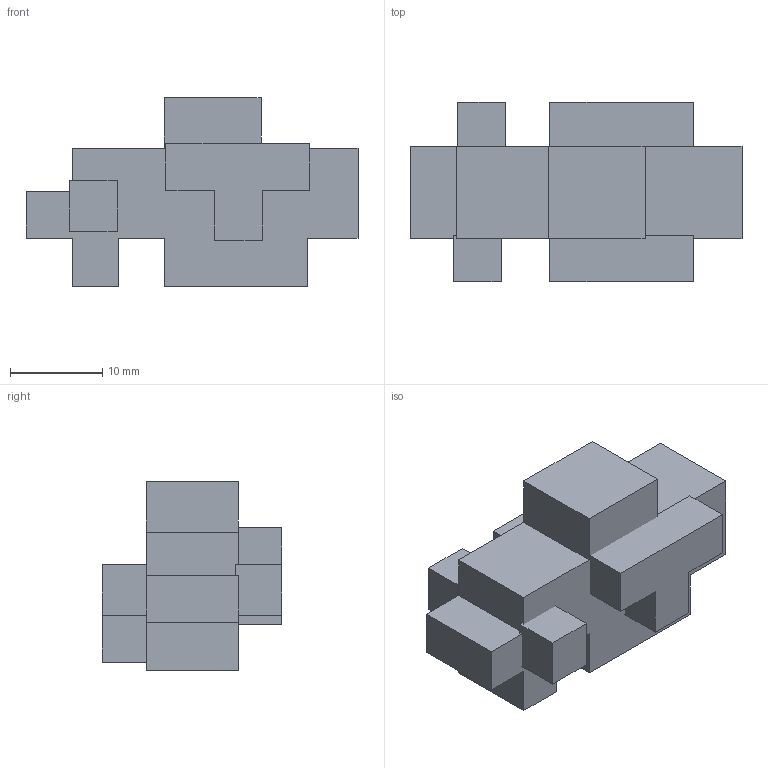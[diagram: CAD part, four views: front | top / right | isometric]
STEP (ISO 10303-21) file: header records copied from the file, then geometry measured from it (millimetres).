
FILE_DESCRIPTION(/* description */ (''),/* implementation_level */ '2;1');
FILE_NAME(/* name */ 'Blueflower.step',/* time_stamp */ '2025-07-14T02:04:35-07:00',/* author */ (''),/* organization */ (''),/* preprocessor_version */ 'ST-DEVELOPER v20.1',/* originating_system */ 'Autodesk Translation Framework v14.10.0.0',/* authorisation */ '');
FILE_SCHEMA (('AUTOMOTIVE_DESIGN { 1 0 10303 214 3 1 1 }'));
Length unit declared in the file: millimetre
Products named in the file (1): 2025-07-12-16-02-16-230
Bounding box: 36 x 19.48 x 20.49 mm (x, y, z)
Volume: 6816.8 mm3; surface area: 3970.2 mm2
Topology: 6 solids, 6 shells, 62 faces, 150 edges, 100 vertices
Faces by surface type: plane 62
Entity records: 1802 total; most frequent: CARTESIAN_POINT 313, ORIENTED_EDGE 300, DIRECTION 276, LINE 150, VECTOR 150, EDGE_CURVE 150, VERTEX_POINT 100, AXIS2_PLACEMENT_3D 63
